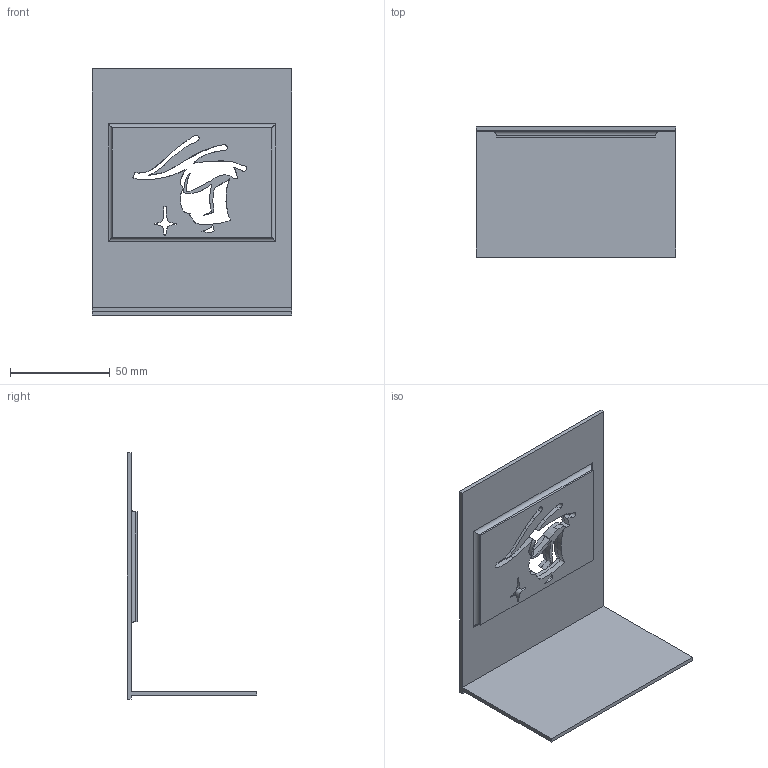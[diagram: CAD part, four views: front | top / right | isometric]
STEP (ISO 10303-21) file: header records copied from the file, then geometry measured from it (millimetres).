
FILE_DESCRIPTION(/* description */ (''),/* implementation_level */ '2;1');
FILE_NAME(/* name */ 'C1_Top.stp',/* time_stamp */ '2024-10-09T09:23:35-05:00',/* author */ ('yulio'),/* organization */ (''),/* preprocessor_version */ 'ST-DEVELOPER v20',/* originating_system */ 'Autodesk Inventor 2024',/* authorisation */ '');
FILE_SCHEMA (('AUTOMOTIVE_DESIGN { 1 0 10303 214 3 1 1 }'));
Length unit declared in the file: millimetre
Products named in the file (1): Tapa de control
Bounding box: 100 x 65 x 123.3 mm (x, y, z)
Volume: 46245.3 mm3; surface area: 39430.3 mm2
Topology: 1 solids, 1 shells, 130 faces, 346 edges, 219 vertices
Faces by surface type: bspline 98, plane 22, cylinder 10
Entity records: 6953 total; most frequent: CARTESIAN_POINT 4097, ORIENTED_EDGE 692, EDGE_CURVE 346, DIRECTION 292, VERTEX_POINT 219, LINE 174, VECTOR 174, B_SPLINE_CURVE_WITH_KNOTS 146
